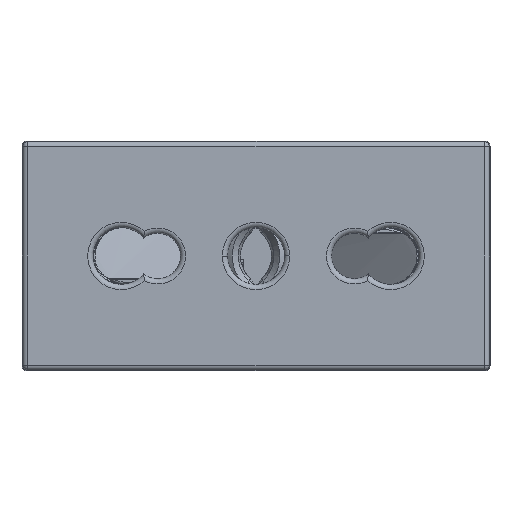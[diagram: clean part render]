
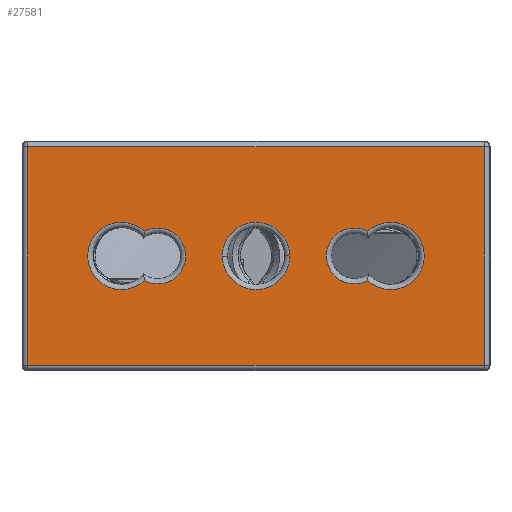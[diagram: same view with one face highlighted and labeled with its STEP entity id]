
A CAD part, front view. The second image highlights one B-rep face of the part: STEP entity #27581.
In plain terms, the highlighted planar face has unit normal (0, -1, 0).
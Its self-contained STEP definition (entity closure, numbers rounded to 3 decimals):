
#25778=CARTESIAN_POINT('',(0.,0.,0.));
#25779=DIRECTION('',(0.,1.,0.));
#25780=DIRECTION('',(1.,0.,0.));
#25781=AXIS2_PLACEMENT_3D('',#25778,#25779,#25780);
#25783=CARTESIAN_POINT('',(0.,0.,0.));
#25784=DIRECTION('',(0.,1.,0.));
#25785=DIRECTION('',(-1.,0.,0.));
#25786=AXIS2_PLACEMENT_3D('',#25783,#25784,#25785);
#25788=DIRECTION('',(0.,0.,1.));
#25789=VECTOR('',#25788,21.085);
#25790=CARTESIAN_POINT('',(22.042,0.,-10.542));
#25791=LINE('',#25790,#25789);
#25792=DIRECTION('',(1.,0.,0.));
#25793=VECTOR('',#25792,44.085);
#25794=CARTESIAN_POINT('',(-22.042,0.,-10.542));
#25795=LINE('',#25794,#25793);
#25796=DIRECTION('',(0.,0.,-1.));
#25797=VECTOR('',#25796,21.085);
#25798=CARTESIAN_POINT('',(-22.042,0.,10.542));
#25799=LINE('',#25798,#25797);
#25800=DIRECTION('',(-1.,0.,0.));
#25801=VECTOR('',#25800,44.085);
#25802=CARTESIAN_POINT('',(22.042,0.,10.542));
#25803=LINE('',#25802,#25801);
#25804=CARTESIAN_POINT('',(9.5,0.,0.));
#25805=DIRECTION('',(0.,1.,0.));
#25806=DIRECTION('',(0.475,0.,-0.88));
#25807=AXIS2_PLACEMENT_3D('',#25804,#25805,#25806);
#25817=CARTESIAN_POINT('',(10.783,0.,2.376));
#25824=CARTESIAN_POINT('',(13.,0.,0.));
#25825=DIRECTION('',(0.,1.,0.));
#25826=DIRECTION('',(-0.682,0.,0.731));
#25827=AXIS2_PLACEMENT_3D('',#25824,#25825,#25826);
#25837=CARTESIAN_POINT('',(10.783,0.,-2.376));
#27196=CARTESIAN_POINT('',(-13.,0.,0.));
#27197=DIRECTION('',(0.,1.,0.));
#27198=DIRECTION('',(0.682,0.,-0.731));
#27199=AXIS2_PLACEMENT_3D('',#27196,#27197,#27198);
#27209=CARTESIAN_POINT('',(-10.783,0.,2.376));
#27216=CARTESIAN_POINT('',(-9.5,0.,0.));
#27217=DIRECTION('',(0.,1.,0.));
#27218=DIRECTION('',(-0.475,0.,0.88));
#27219=AXIS2_PLACEMENT_3D('',#27216,#27217,#27218);
#27229=CARTESIAN_POINT('',(-10.783,0.,-2.376));
#27414=CARTESIAN_POINT('',(3.25,0.,0.));
#27415=CARTESIAN_POINT('',(-3.25,0.,0.));
#27416=VERTEX_POINT('',#27414);
#27417=VERTEX_POINT('',#27415);
#27423=VERTEX_POINT('',#25817);
#27425=VERTEX_POINT('',#25837);
#27427=VERTEX_POINT('',#27229);
#27429=VERTEX_POINT('',#27209);
#27442=CARTESIAN_POINT('',(22.042,0.,-10.542));
#27443=CARTESIAN_POINT('',(22.042,0.,10.542));
#27444=VERTEX_POINT('',#27442);
#27445=VERTEX_POINT('',#27443);
#27450=CARTESIAN_POINT('',(-22.042,0.,10.542));
#27451=VERTEX_POINT('',#27450);
#27456=CARTESIAN_POINT('',(-22.042,0.,-10.542));
#27457=VERTEX_POINT('',#27456);
#27548=CARTESIAN_POINT('',(0.,0.,0.));
#27549=DIRECTION('',(0.,1.,0.));
#27550=DIRECTION('',(1.,0.,0.));
#27551=AXIS2_PLACEMENT_3D('',#27548,#27549,#27550);
#27552=PLANE('',#27551);
#27554=ORIENTED_EDGE('',*,*,#27553,.F.);
#27556=ORIENTED_EDGE('',*,*,#27555,.F.);
#27558=ORIENTED_EDGE('',*,*,#27557,.F.);
#27560=ORIENTED_EDGE('',*,*,#27559,.F.);
#27561=EDGE_LOOP('',(#27554,#27556,#27558,#27560));
#27562=FACE_OUTER_BOUND('',#27561,.F.);
#27564=ORIENTED_EDGE('',*,*,#27563,.F.);
#27566=ORIENTED_EDGE('',*,*,#27565,.F.);
#27567=EDGE_LOOP('',(#27564,#27566));
#27568=FACE_BOUND('',#27567,.F.);
#27570=ORIENTED_EDGE('',*,*,#27569,.F.);
#27572=ORIENTED_EDGE('',*,*,#27571,.F.);
#27573=EDGE_LOOP('',(#27570,#27572));
#27574=FACE_BOUND('',#27573,.F.);
#27576=ORIENTED_EDGE('',*,*,#27575,.F.);
#27578=ORIENTED_EDGE('',*,*,#27577,.F.);
#27579=EDGE_LOOP('',(#27576,#27578));
#27580=FACE_BOUND('',#27579,.F.);
#27581=ADVANCED_FACE('',(#27562,#27568,#27574,#27580),#27552,.F.);
#25782=CIRCLE('',#25781,3.25);
#25787=CIRCLE('',#25786,3.25);
#25808=CIRCLE('',#25807,2.7);
#25828=CIRCLE('',#25827,3.25);
#27200=CIRCLE('',#27199,3.25);
#27220=CIRCLE('',#27219,2.7);
#27553=EDGE_CURVE('',#27444,#27445,#25791,.T.);
#27555=EDGE_CURVE('',#27457,#27444,#25795,.T.);
#27557=EDGE_CURVE('',#27451,#27457,#25799,.T.);
#27559=EDGE_CURVE('',#27445,#27451,#25803,.T.);
#27563=EDGE_CURVE('',#27416,#27417,#25782,.T.);
#27565=EDGE_CURVE('',#27417,#27416,#25787,.T.);
#27569=EDGE_CURVE('',#27427,#27429,#27200,.T.);
#27571=EDGE_CURVE('',#27429,#27427,#27220,.T.);
#27575=EDGE_CURVE('',#27425,#27423,#25808,.T.);
#27577=EDGE_CURVE('',#27423,#27425,#25828,.T.);
